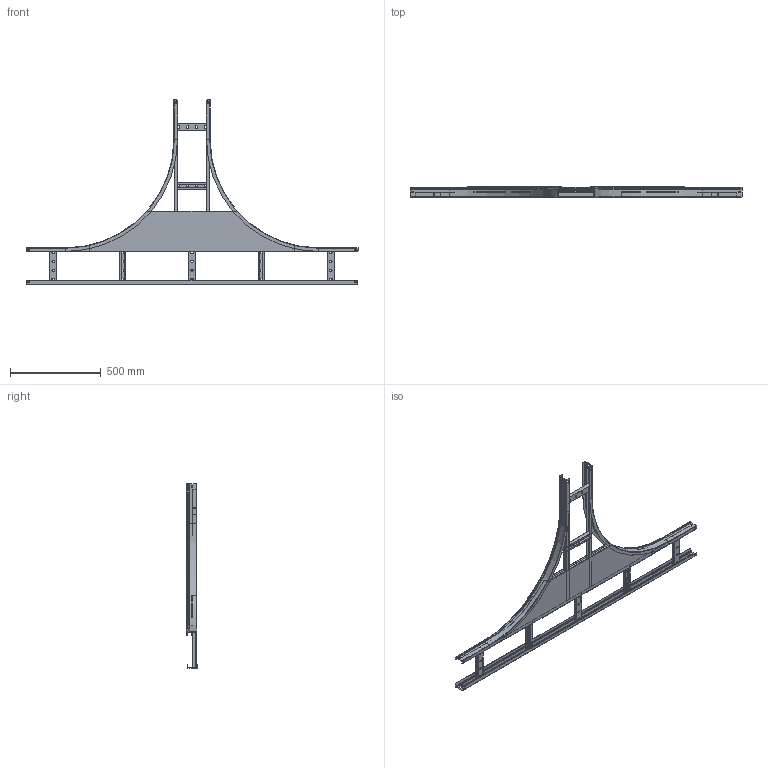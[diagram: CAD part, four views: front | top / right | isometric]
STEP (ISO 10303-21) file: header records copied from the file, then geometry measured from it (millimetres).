
FILE_DESCRIPTION (( 'STEP AP214' ), '1' );
FILE_NAME ('CRT05-4--00 (55x200).STEP', '2021-03-10T07:01:01', ( '' ), ( '' ), 'SwSTEP 2.0', 'SolidWorks 2017', '' );
FILE_SCHEMA (( 'AUTOMOTIVE_DESIGN' ));
Length unit declared in the file: millimetre
Products named in the file (10): 岓臍 195.02.20 冓憵 600_隬_00_-00 (200); ÊÈÂÀ 195.04.01 Ëîíæåðîí ïðÿìîé_îö_00_-00; 195.04.02_Ïëàñòèíà ñîåäèíèòåëüíàÿ_îö_00_-00 (1784); 岓臍 195.04.10 捘 冓憵_隬_00_-00 (1784x200); 岓臍 195.02.01 呧翲歑鍙 摳賧禖嶱隬_00_-00; CRT05-4--00 (55x200); ÊÈÂÀ 195.02.03 Ïëàíêà ïîïåðå÷íàÿ_îö_00_-00; ÊÈÂÀ 195.01.03_Ïëàíêà ïîïåðå÷íàÿ_00_-00; ÊÈÂÀ 195.04.04 Ï-ïðîôèëü_îö_00_-01 (1784); ÊÈÂÀ 195.02.05 Ï-ïðîôèëü_îö_00_668.2
Assembly tree (18 placements, depth 3):
  CRT05-4--00 (55x200)
    岓臍 195.04.10 捘 冓憵_隬_00_-00 (1784x200)
      ÊÈÂÀ 195.04.04 Ï-ïðîôèëü_îö_00_-01 (1784)  x2
      ÊÈÂÀ 195.01.03_Ïëàíêà ïîïåðå÷íàÿ_00_-00  x5
    195.04.02_Ïëàñòèíà ñîåäèíèòåëüíàÿ_îö_00_-00 (1784)  x2
    岓臍 195.02.20 冓憵 600_隬_00_-00 (200)
      ÊÈÂÀ 195.02.05 Ï-ïðîôèëü_îö_00_668.2  x2
      ÊÈÂÀ 195.02.03 Ïëàíêà ïîïåðå÷íàÿ_îö_00_-00  x2
    岓臍 195.02.01 呧翲歑鍙 摳賧禖嶱隬_00_-00  x2
    ÊÈÂÀ 195.04.01 Ëîíæåðîí ïðÿìîé_îö_00_-00
Bounding box: 1834 x 56.3 x 1017 mm (x, y, z)
Volume: 1508727.4 mm3; surface area: 2552318.4 mm2
Topology: 16 solids, 16 shells, 866 faces, 2246 edges, 1412 vertices
Faces by surface type: plane 646, cylinder 192, torus 20, cone 8
Entity records: 12240 total; most frequent: CARTESIAN_POINT 2061, DIRECTION 2052, ORIENTED_EDGE 2012, EDGE_CURVE 1006, VECTOR 790, LINE 790, AXIS2_PLACEMENT_3D 631, VERTEX_POINT 624
